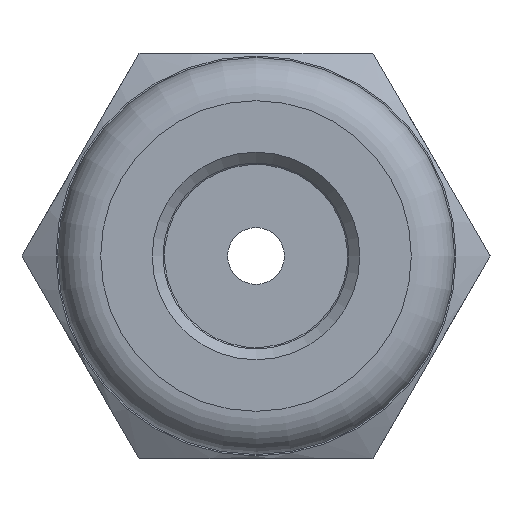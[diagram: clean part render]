
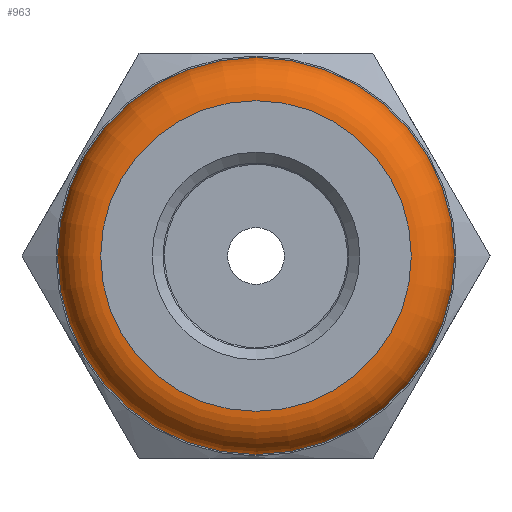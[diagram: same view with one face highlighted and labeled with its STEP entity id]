
A CAD part, left-side view. The second image highlights one B-rep face of the part: STEP entity #963.
In plain terms, the highlighted toroidal (fillet/blend) face has major radius 5.476 mm and minor radius 1.524 mm.
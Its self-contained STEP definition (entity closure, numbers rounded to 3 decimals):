
#936=CARTESIAN_POINT('',(-7.832,0.,0.));
#937=DIRECTION('',(1.0,0.,0.));
#938=DIRECTION('',(0.0,0.0,-1.0));
#939=AXIS2_PLACEMENT_3D('',#936,#937,#938);
#940=TOROIDAL_SURFACE('',#939,5.476,1.524);
#941=CARTESIAN_POINT('',(-7.832,7.,0.));
#942=VERTEX_POINT('',#941);
#943=CARTESIAN_POINT('',(-7.832,0.,0.));
#944=DIRECTION('',(1.0,0.0,0.0));
#945=DIRECTION('',(0.0,1.0,0.0));
#946=AXIS2_PLACEMENT_3D('',#943,#944,#945);
#947=CIRCLE('',#946,7.);
#948=EDGE_CURVE('',#942,#942,#947,.T.);
#949=ORIENTED_EDGE('',*,*,#948,.F.);
#950=EDGE_LOOP('',(#949));
#951=FACE_OUTER_BOUND('',#950,.T.);
#952=CARTESIAN_POINT('',(-9.356,5.476,0.));
#953=VERTEX_POINT('',#952);
#954=CARTESIAN_POINT('',(-9.356,0.,0.));
#955=DIRECTION('',(1.0,0.0,0.0));
#956=DIRECTION('',(0.0,-1.0,0.0));
#957=AXIS2_PLACEMENT_3D('',#954,#955,#956);
#958=CIRCLE('',#957,5.476);
#959=EDGE_CURVE('',#953,#953,#958,.T.);
#960=ORIENTED_EDGE('',*,*,#959,.T.);
#961=EDGE_LOOP('',(#960));
#962=FACE_BOUND('',#961,.T.);
#963=ADVANCED_FACE('',(#951,#962),#940,.T.);
